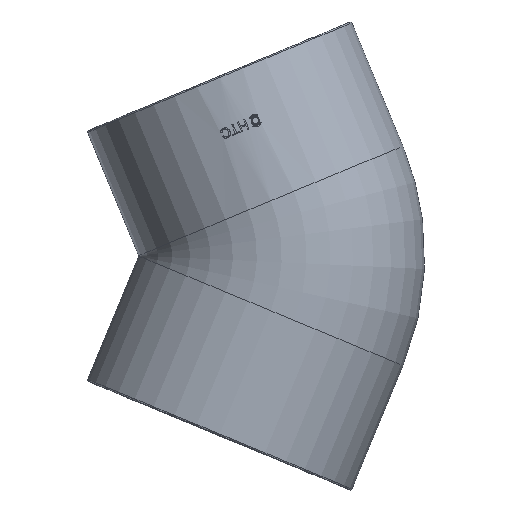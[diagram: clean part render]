
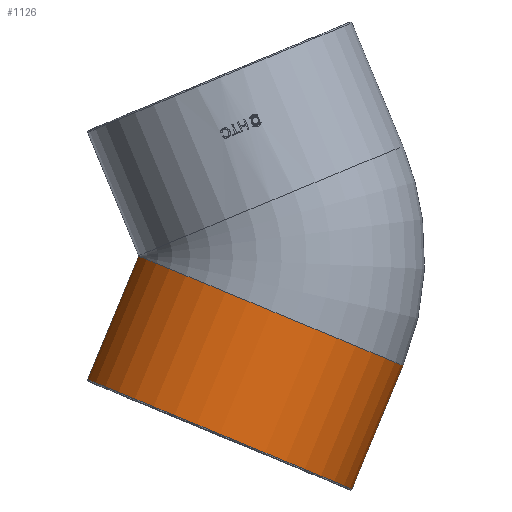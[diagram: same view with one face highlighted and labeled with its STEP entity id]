
A CAD part, top view. The second image highlights one B-rep face of the part: STEP entity #1126.
In plain terms, the highlighted cylindrical face has radius 112.669 mm (diameter 225.338 mm), a full revolution.
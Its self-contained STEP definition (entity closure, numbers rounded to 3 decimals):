
#240=CYLINDRICAL_SURFACE('',#9993,112.669);
#392=FACE_BOUND('',#2487,.T.);
#393=FACE_BOUND('',#2488,.T.);
#1126=ADVANCED_FACE('',(#392,#393),#240,.T.);
#2487=EDGE_LOOP('',(#4962));
#2488=EDGE_LOOP('',(#4963));
#4962=ORIENTED_EDGE('',*,*,#8668,.F.);
#4963=ORIENTED_EDGE('',*,*,#8667,.F.);
#7744=VERTEX_POINT('',#14923);
#7745=VERTEX_POINT('',#14926);
#8667=EDGE_CURVE('',#7744,#7744,#9775,.T.);
#8668=EDGE_CURVE('',#7745,#7745,#9776,.T.);
#9775=CIRCLE('',#9990,112.669);
#9776=CIRCLE('',#9992,112.669);
#9990=AXIS2_PLACEMENT_3D('',#14922,#10789,#10790);
#9992=AXIS2_PLACEMENT_3D('',#14925,#10793,#10794);
#9993=AXIS2_PLACEMENT_3D('',#14927,#10795,#10796);
#10789=DIRECTION('',(0.383,0.924,0.));
#10790=DIRECTION('',(0.924,-0.383,0.));
#10793=DIRECTION('',(-0.383,-0.924,0.));
#10794=DIRECTION('',(0.924,-0.383,0.));
#10795=DIRECTION('',(-0.383,-0.924,0.));
#10796=DIRECTION('',(0.924,-0.383,0.));
#14922=CARTESIAN_POINT('',(2971.781,1260.928,0.));
#14923=CARTESIAN_POINT('',(3075.874,1217.812,0.));
#14925=CARTESIAN_POINT('',(2931.539,1163.775,0.));
#14926=CARTESIAN_POINT('',(3035.632,1120.659,0.));
#14927=CARTESIAN_POINT('',(2928.3,1155.955,0.));
